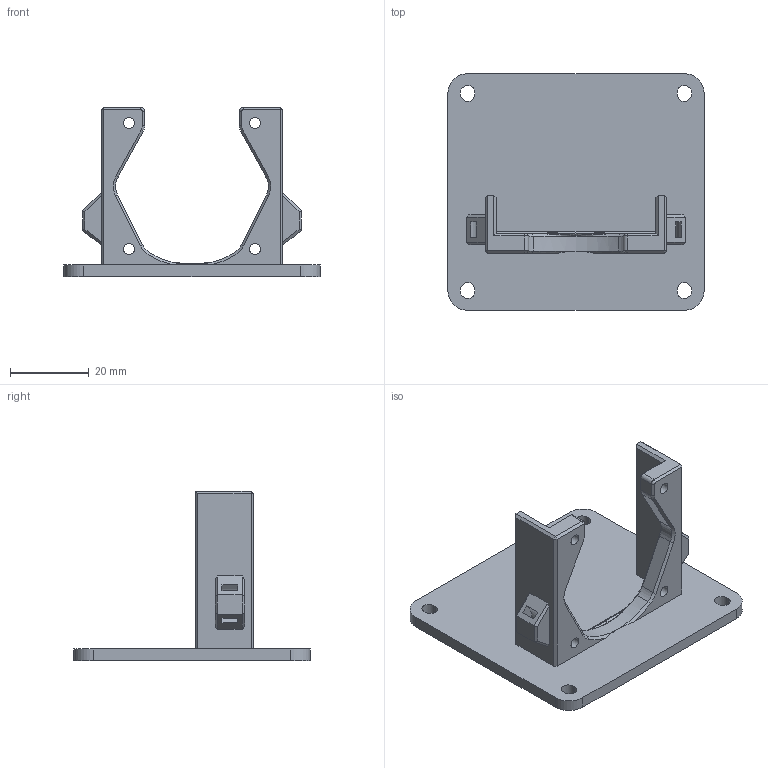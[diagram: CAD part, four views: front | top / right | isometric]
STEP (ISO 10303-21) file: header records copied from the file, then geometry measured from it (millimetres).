
FILE_DESCRIPTION(/* description */ (''),/* implementation_level */ '2;1');
FILE_NAME(/* name */ 'Lower Bay Tray - 40mm Fan.step',/* time_stamp */ '2022-08-12T23:23:06-05:00',/* author */ (''),/* organization */ (''),/* preprocessor_version */ 'ST-DEVELOPER v19',/* originating_system */ 'Autodesk Translation Framework v11.7.0.108',/* authorisation */ '');
FILE_SCHEMA (('AUTOMOTIVE_DESIGN { 1 0 10303 214 3 1 1 }'));
Length unit declared in the file: millimetre
Products named in the file (1): Lower Bay Tray - 40mm Fan
Bounding box: 65 x 60 x 43 mm (x, y, z)
Volume: 17267.7 mm3; surface area: 12562.1 mm2
Topology: 1 solids, 1 shells, 146 faces, 366 edges, 225 vertices
Faces by surface type: plane 89, cylinder 29, cone 20, bspline 8
Full cylindrical faces by diameter (mm): 2.8 x4
Entity records: 5498 total; most frequent: CARTESIAN_POINT 1963, ORIENTED_EDGE 732, DIRECTION 700, EDGE_CURVE 366, LINE 262, VECTOR 262, VERTEX_POINT 225, AXIS2_PLACEMENT_3D 219
